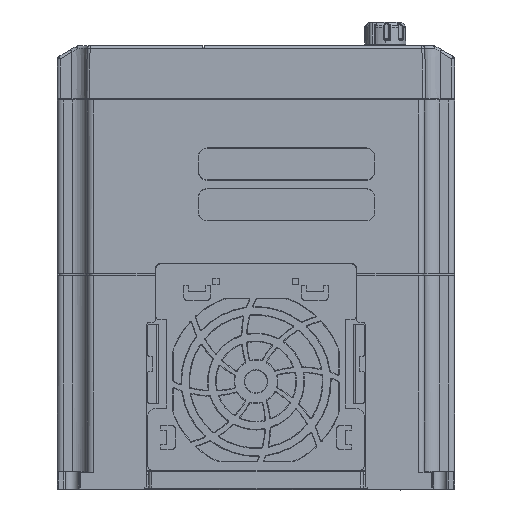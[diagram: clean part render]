
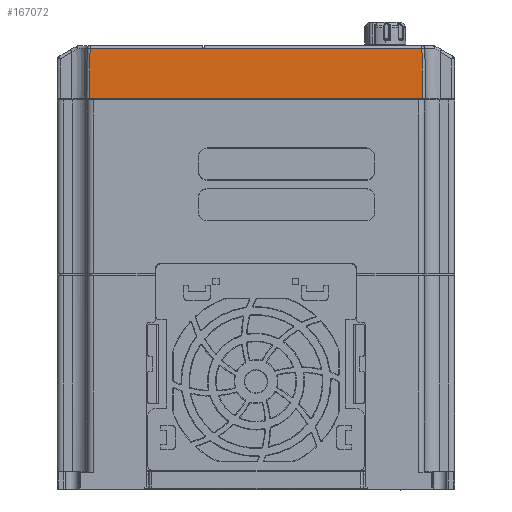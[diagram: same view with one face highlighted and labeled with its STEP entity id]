
A CAD part, top view. The second image highlights one B-rep face of the part: STEP entity #167072.
In plain terms, the highlighted planar face has unit normal (0, 0, 1).
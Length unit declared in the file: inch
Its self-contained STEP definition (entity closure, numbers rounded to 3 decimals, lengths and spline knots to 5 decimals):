
#2977 = CARTESIAN_POINT ( 'NONE',  ( 2.21843, 5.64995, 0.005 ) ) ;
#6912 = LINE ( 'NONE', #103062, #37171 ) ;
#7391 = EDGE_CURVE ( 'NONE', #87081, #136151, #6912, .T. ) ;
#7953 = ORIENTED_EDGE ( 'NONE', *, *, #139787, .T. ) ;
#12581 = VECTOR ( 'NONE', #71685, 39.37008 ) ;
#12754 = CARTESIAN_POINT ( 'NONE',  ( 2.22424, 4.98425, 0.005 ) ) ;
#13618 = CARTESIAN_POINT ( 'NONE',  ( -2.21843, 5.64995, 0.005 ) ) ;
#30710 = CARTESIAN_POINT ( 'NONE',  ( 2.22424, 4.98425, 0.005 ) ) ;
#31215 = LINE ( 'NONE', #70806, #12581 ) ;
#31263 = VECTOR ( 'NONE', #53230, 39.37008 ) ;
#37171 = VECTOR ( 'NONE', #171289, 39.37008 ) ;
#42675 = EDGE_CURVE ( 'NONE', #91102, #112840, #31215, .T. ) ;
#45224 = CARTESIAN_POINT ( 'NONE',  ( -2.21843, 5.64995, 0.005 ) ) ;
#46884 = AXIS2_PLACEMENT_3D ( 'NONE', #169208, #84883, #57030 ) ;
#51449 = LINE ( 'NONE', #12754, #31263 ) ;
#53230 = DIRECTION ( 'NONE',  ( -0.009, 1., 0. ) ) ;
#57030 = DIRECTION ( 'NONE',  ( 1., 0., 0. ) ) ;
#68754 = EDGE_LOOP ( 'NONE', ( #165140, #133135, #144918, #7953 ) ) ;
#70806 = CARTESIAN_POINT ( 'NONE',  ( 0., 5.64995, 0.005 ) ) ;
#71314 = DIRECTION ( 'NONE',  ( -0.009, -1., 0. ) ) ;
#71685 = DIRECTION ( 'NONE',  ( -1., 0., 0. ) ) ;
#73154 = FACE_OUTER_BOUND ( 'NONE', #68754, .T. ) ;
#82200 = VECTOR ( 'NONE', #71314, 39.37008 ) ;
#84883 = DIRECTION ( 'NONE',  ( 0., 0., 1. ) ) ;
#85743 = PLANE ( 'NONE',  #46884 ) ;
#86982 = EDGE_CURVE ( 'NONE', #87081, #91102, #51449, .T. ) ;
#87081 = VERTEX_POINT ( 'NONE', #30710 ) ;
#91102 = VERTEX_POINT ( 'NONE', #2977 ) ;
#92494 = CARTESIAN_POINT ( 'NONE',  ( -2.22424, 4.98425, 0.005 ) ) ;
#99145 = LINE ( 'NONE', #45224, #82200 ) ;
#103062 = CARTESIAN_POINT ( 'NONE',  ( 0., 4.98425, 0.005 ) ) ;
#112840 = VERTEX_POINT ( 'NONE', #13618 ) ;
#133135 = ORIENTED_EDGE ( 'NONE', *, *, #86982, .T. ) ;
#136151 = VERTEX_POINT ( 'NONE', #92494 ) ;
#139787 = EDGE_CURVE ( 'NONE', #112840, #136151, #99145, .T. ) ;
#144918 = ORIENTED_EDGE ( 'NONE', *, *, #42675, .T. ) ;
#165140 = ORIENTED_EDGE ( 'NONE', *, *, #7391, .F. ) ;
#167072 = ADVANCED_FACE ( 'NONE', ( #73154 ), #85743, .T. ) ;
#169208 = CARTESIAN_POINT ( 'NONE',  ( 0., 0., 0.005 ) ) ;
#171289 = DIRECTION ( 'NONE',  ( -1., 0., 0. ) ) ;
